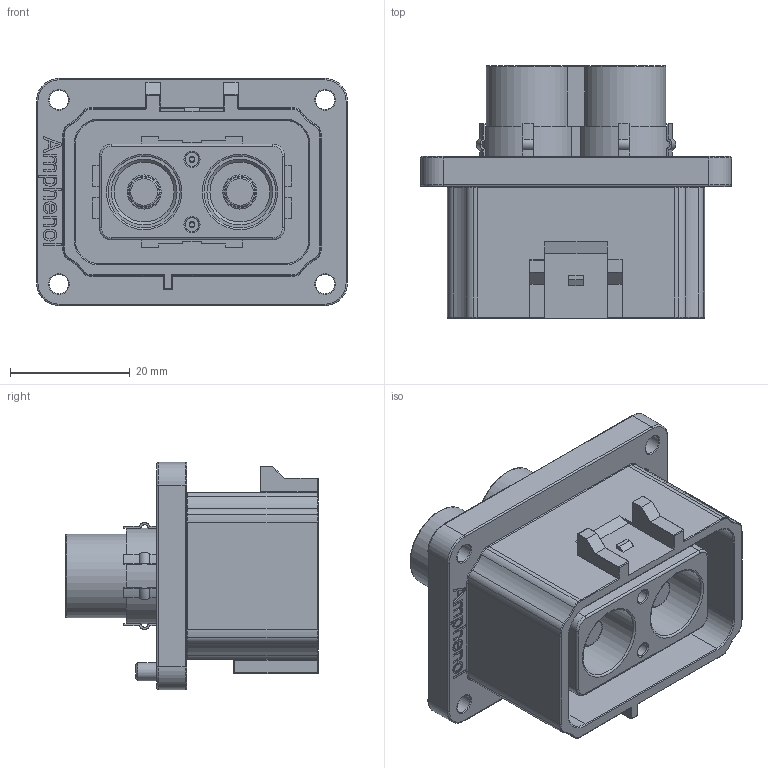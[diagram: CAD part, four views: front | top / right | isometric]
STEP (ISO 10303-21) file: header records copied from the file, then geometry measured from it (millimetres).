
FILE_DESCRIPTION(/* description */ ('Unknown'),/* implementation_level */ '2;1');
FILE_NAME(/* name */ 'ELRA2A2510',/* time_stamp */ '2025-01-31T12:57:54+02:00',/* author */ ('Unknown'),/* organization */ ('Unknown'),/* preprocessor_version */ 'ST-DEVELOPER v19.4',/* originating_system */ 'Solid Edge',/* authorisation */ 'Unknown');
FILE_SCHEMA (('AUTOMOTIVE_DESIGN {1 0 10303 214 3 1 1}'));
Length unit declared in the file: millimetre
Products named in the file (1): ELRA2A2510
Bounding box: 52 x 42.2 x 38 mm (x, y, z)
Volume: 26388.2 mm3; surface area: 16493.8 mm2
Topology: 1 solids, 1 shells, 491 faces, 1253 edges, 763 vertices
Faces by surface type: plane 182, cylinder 148, torus 125, bspline 23, cone 9, sphere 4
Full cylindrical faces by diameter (mm): 1 x2, 2.3 x2, 3 x1, 3.2 x4, 5 x2, 5.7 x2, 8 x2, 10 x2, 12 x2
Entity records: 18760 total; most frequent: CARTESIAN_POINT 3481, DIRECTION 2614, ORIENTED_EDGE 2356, EDGE_CURVE 1178, AXIS2_PLACEMENT_3D 1007, VERTEX_POINT 750, LINE 600, VECTOR 600
